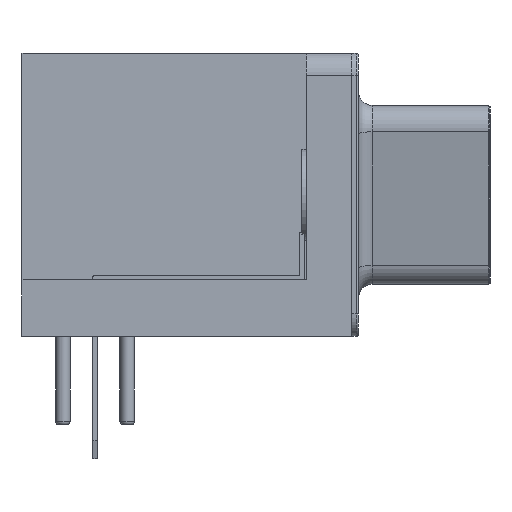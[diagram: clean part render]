
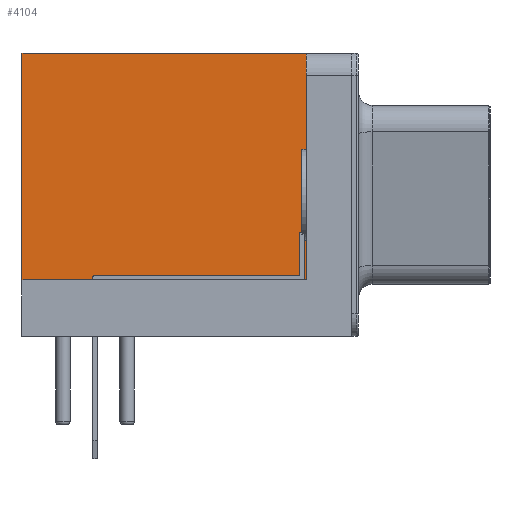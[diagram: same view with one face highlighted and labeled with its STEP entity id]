
A CAD part, left-side view. The second image highlights one B-rep face of the part: STEP entity #4104.
In plain terms, the highlighted planar face has unit normal (-1, 0, 0).
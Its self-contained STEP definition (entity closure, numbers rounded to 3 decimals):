
#3386 = VERTEX_POINT('',#3387);
#3387 = CARTESIAN_POINT('',(-4.43,1.8,12.5));
#3393 = EDGE_CURVE('',#3394,#3386,#3396,.T.);
#3394 = VERTEX_POINT('',#3395);
#3395 = CARTESIAN_POINT('',(-4.43,-10.74,12.5));
#3396 = LINE('',#3397,#3398);
#3397 = CARTESIAN_POINT('',(-4.43,-11.74,12.5));
#3398 = VECTOR('',#3399,1.);
#3399 = DIRECTION('',(0.,1.,0.));
#4074 = VERTEX_POINT('',#4075);
#4075 = CARTESIAN_POINT('',(-4.43,-10.74,2.5));
#4081 = EDGE_CURVE('',#4074,#3394,#4082,.T.);
#4082 = LINE('',#4083,#4084);
#4083 = CARTESIAN_POINT('',(-4.43,-10.74,2.5));
#4084 = VECTOR('',#4085,1.);
#4085 = DIRECTION('',(0.,0.,1.));
#4104 = ADVANCED_FACE('',(#4105),#4123,.F.);
#4105 = FACE_BOUND('',#4106,.F.);
#4106 = EDGE_LOOP('',(#4107,#4108,#4116,#4122));
#4107 = ORIENTED_EDGE('',*,*,#4081,.F.);
#4108 = ORIENTED_EDGE('',*,*,#4109,.T.);
#4109 = EDGE_CURVE('',#4074,#4110,#4112,.T.);
#4110 = VERTEX_POINT('',#4111);
#4111 = CARTESIAN_POINT('',(-4.43,1.8,2.5));
#4112 = LINE('',#4113,#4114);
#4113 = CARTESIAN_POINT('',(-4.43,-10.74,2.5));
#4114 = VECTOR('',#4115,1.);
#4115 = DIRECTION('',(-0.,1.,0.));
#4116 = ORIENTED_EDGE('',*,*,#4117,.T.);
#4117 = EDGE_CURVE('',#4110,#3386,#4118,.T.);
#4118 = LINE('',#4119,#4120);
#4119 = CARTESIAN_POINT('',(-4.43,1.8,4.375));
#4120 = VECTOR('',#4121,1.);
#4121 = DIRECTION('',(0.,0.,1.));
#4122 = ORIENTED_EDGE('',*,*,#3393,.F.);
#4123 = PLANE('',#4124);
#4124 = AXIS2_PLACEMENT_3D('',#4125,#4126,#4127);
#4125 = CARTESIAN_POINT('',(-4.43,-10.74,2.5));
#4126 = DIRECTION('',(1.,0.,0.));
#4127 = DIRECTION('',(0.,0.,1.));
